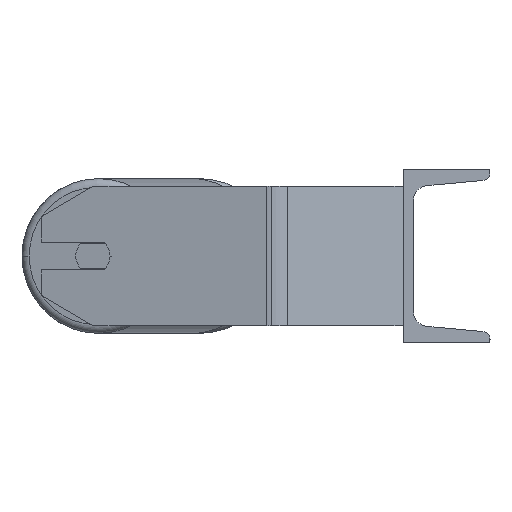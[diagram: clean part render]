
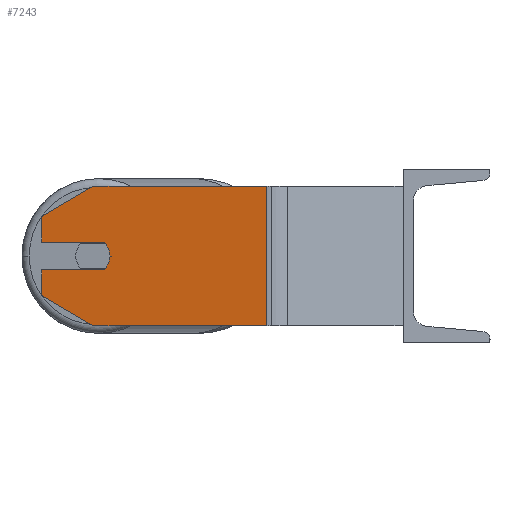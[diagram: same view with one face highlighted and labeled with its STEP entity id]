
A CAD part, left-side view. The second image highlights one B-rep face of the part: STEP entity #7243.
In plain terms, the highlighted planar face has unit normal (-0.985, 0.174, 0).
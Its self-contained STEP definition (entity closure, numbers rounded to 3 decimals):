
#1 = ORIENTED_EDGE ( 'NONE', *, *, #7159, .T. ) ;
#47 = DIRECTION ( 'NONE',  ( -0.985, 0.174, 0. ) ) ;
#58 = VECTOR ( 'NONE', #3236, 1000. ) ;
#121 = DIRECTION ( 'NONE',  ( 0., 0., -1. ) ) ;
#212 = ORIENTED_EDGE ( 'NONE', *, *, #1580, .T. ) ;
#283 = CARTESIAN_POINT ( 'NONE',  ( -511.274, 207.835, 40. ) ) ;
#431 = LINE ( 'NONE', #5267, #58 ) ;
#502 = CIRCLE ( 'NONE', #923, 10. ) ;
#626 = ORIENTED_EDGE ( 'NONE', *, *, #5036, .T. ) ;
#736 = VECTOR ( 'NONE', #5408, 1000. ) ;
#769 = CARTESIAN_POINT ( 'NONE',  ( -534.113, 78.311, -40. ) ) ;
#797 = ORIENTED_EDGE ( 'NONE', *, *, #6926, .T. ) ;
#807 = EDGE_LOOP ( 'NONE', ( #3259, #1, #626, #5552, #1328, #212, #797, #2021, #1579, #1622, #2066 ) ) ;
#923 = AXIS2_PLACEMENT_3D ( 'NONE', #4291, #47, #6911 ) ;
#1015 = LINE ( 'NONE', #6612, #5392 ) ;
#1328 = ORIENTED_EDGE ( 'NONE', *, *, #2898, .F. ) ;
#1399 = VECTOR ( 'NONE', #2964, 1000. ) ;
#1447 = DIRECTION ( 'NONE',  ( 0., 0., -1. ) ) ;
#1464 = DIRECTION ( 'NONE',  ( -0.174, -0.985, 0. ) ) ;
#1479 = EDGE_CURVE ( 'NONE', #3045, #4633, #1015, .T. ) ;
#1506 = CARTESIAN_POINT ( 'NONE',  ( -511.274, 207.835, 40. ) ) ;
#1579 = ORIENTED_EDGE ( 'NONE', *, *, #4168, .F. ) ;
#1580 = EDGE_CURVE ( 'NONE', #5700, #7149, #2998, .T. ) ;
#1622 = ORIENTED_EDGE ( 'NONE', *, *, #8982, .F. ) ;
#1708 = VERTEX_POINT ( 'NONE', #6710 ) ;
#1784 = CARTESIAN_POINT ( 'NONE',  ( -517.526, 172.381, -8. ) ) ;
#1839 = DIRECTION ( 'NONE',  ( -0.15, -0.853, -0.5 ) ) ;
#1917 = LINE ( 'NONE', #1784, #736 ) ;
#1970 = LINE ( 'NONE', #7603, #5584 ) ;
#2021 = ORIENTED_EDGE ( 'NONE', *, *, #5156, .F. ) ;
#2066 = ORIENTED_EDGE ( 'NONE', *, *, #7500, .F. ) ;
#2300 = VECTOR ( 'NONE', #1447, 1000. ) ;
#2337 = VERTEX_POINT ( 'NONE', #2893 ) ;
#2536 = CIRCLE ( 'NONE', #8871, 10. ) ;
#2545 = LINE ( 'NONE', #5389, #2300 ) ;
#2584 = VERTEX_POINT ( 'NONE', #7326 ) ;
#2705 = DIRECTION ( 'NONE',  ( 0.174, 0.985, 0. ) ) ;
#2873 = PLANE ( 'NONE',  #7770 ) ;
#2893 = CARTESIAN_POINT ( 'NONE',  ( -511.274, 207.835, -22.679 ) ) ;
#2898 = EDGE_CURVE ( 'NONE', #5700, #3045, #4473, .T. ) ;
#2910 = CARTESIAN_POINT ( 'NONE',  ( -516.484, 178.29, 40. ) ) ;
#2964 = DIRECTION ( 'NONE',  ( -0.174, -0.985, 0. ) ) ;
#2998 = LINE ( 'NONE', #3094, #7907 ) ;
#3000 = VECTOR ( 'NONE', #1464, 1000. ) ;
#3045 = VERTEX_POINT ( 'NONE', #5993 ) ;
#3094 = CARTESIAN_POINT ( 'NONE',  ( -511.274, 207.835, 22.679 ) ) ;
#3236 = DIRECTION ( 'NONE',  ( 0.174, 0.985, 0. ) ) ;
#3259 = ORIENTED_EDGE ( 'NONE', *, *, #6349, .T. ) ;
#3278 = VERTEX_POINT ( 'NONE', #6466 ) ;
#3481 = DIRECTION ( 'NONE',  ( -0.174, -0.985, 0. ) ) ;
#3636 = CARTESIAN_POINT ( 'NONE',  ( -517.526, 172.381, -8. ) ) ;
#3760 = LINE ( 'NONE', #6572, #3000 ) ;
#3920 = VERTEX_POINT ( 'NONE', #3636 ) ;
#4168 = EDGE_CURVE ( 'NONE', #7748, #7930, #502, .T. ) ;
#4201 = DIRECTION ( 'NONE',  ( 0.985, -0.174, 0. ) ) ;
#4291 = CARTESIAN_POINT ( 'NONE',  ( -516.484, 178.29, 0. ) ) ;
#4473 = LINE ( 'NONE', #283, #1399 ) ;
#4478 = CARTESIAN_POINT ( 'NONE',  ( -511.274, 207.835, 40. ) ) ;
#4633 = VERTEX_POINT ( 'NONE', #769 ) ;
#4847 = VECTOR ( 'NONE', #6678, 1000. ) ;
#5036 = EDGE_CURVE ( 'NONE', #1708, #4633, #3760, .T. ) ;
#5069 = DIRECTION ( 'NONE',  ( 0.15, 0.853, -0.5 ) ) ;
#5130 = CARTESIAN_POINT ( 'NONE',  ( -518.22, 168.442, 0. ) ) ;
#5156 = EDGE_CURVE ( 'NONE', #7930, #2584, #431, .T. ) ;
#5267 = CARTESIAN_POINT ( 'NONE',  ( -511.274, 207.835, 8. ) ) ;
#5389 = CARTESIAN_POINT ( 'NONE',  ( -511.274, 207.835, 40. ) ) ;
#5392 = VECTOR ( 'NONE', #121, 1000. ) ;
#5408 = DIRECTION ( 'NONE',  ( -0.174, -0.985, 0. ) ) ;
#5508 = CARTESIAN_POINT ( 'NONE',  ( -511.274, 207.835, 22.679 ) ) ;
#5552 = ORIENTED_EDGE ( 'NONE', *, *, #1479, .F. ) ;
#5584 = VECTOR ( 'NONE', #1839, 1000. ) ;
#5700 = VERTEX_POINT ( 'NONE', #2910 ) ;
#5993 = CARTESIAN_POINT ( 'NONE',  ( -534.113, 78.311, 40. ) ) ;
#6228 = FACE_OUTER_BOUND ( 'NONE', #807, .T. ) ;
#6349 = EDGE_CURVE ( 'NONE', #3278, #2337, #2545, .T. ) ;
#6466 = CARTESIAN_POINT ( 'NONE',  ( -511.274, 207.835, -8. ) ) ;
#6572 = CARTESIAN_POINT ( 'NONE',  ( -511.274, 207.835, -40. ) ) ;
#6612 = CARTESIAN_POINT ( 'NONE',  ( -534.113, 78.311, 40. ) ) ;
#6678 = DIRECTION ( 'NONE',  ( 0., 0., -1. ) ) ;
#6710 = CARTESIAN_POINT ( 'NONE',  ( -516.484, 178.29, -40. ) ) ;
#6911 = DIRECTION ( 'NONE',  ( -0.174, -0.985, 0. ) ) ;
#6926 = EDGE_CURVE ( 'NONE', #7149, #2584, #8574, .T. ) ;
#7149 = VERTEX_POINT ( 'NONE', #5508 ) ;
#7159 = EDGE_CURVE ( 'NONE', #2337, #1708, #1970, .T. ) ;
#7243 = ADVANCED_FACE ( 'NONE', ( #6228 ), #2873, .F. ) ;
#7326 = CARTESIAN_POINT ( 'NONE',  ( -511.274, 207.835, 8. ) ) ;
#7500 = EDGE_CURVE ( 'NONE', #3278, #3920, #1917, .T. ) ;
#7603 = CARTESIAN_POINT ( 'NONE',  ( -516.484, 178.29, -40. ) ) ;
#7748 = VERTEX_POINT ( 'NONE', #5130 ) ;
#7770 = AXIS2_PLACEMENT_3D ( 'NONE', #1506, #4201, #2705 ) ;
#7907 = VECTOR ( 'NONE', #5069, 1000. ) ;
#7930 = VERTEX_POINT ( 'NONE', #7943 ) ;
#7943 = CARTESIAN_POINT ( 'NONE',  ( -517.526, 172.381, 8. ) ) ;
#8548 = CARTESIAN_POINT ( 'NONE',  ( -516.484, 178.29, 0. ) ) ;
#8574 = LINE ( 'NONE', #4478, #4847 ) ;
#8590 = DIRECTION ( 'NONE',  ( -0.985, 0.174, 0. ) ) ;
#8871 = AXIS2_PLACEMENT_3D ( 'NONE', #8548, #8590, #3481 ) ;
#8982 = EDGE_CURVE ( 'NONE', #3920, #7748, #2536, .T. ) ;
